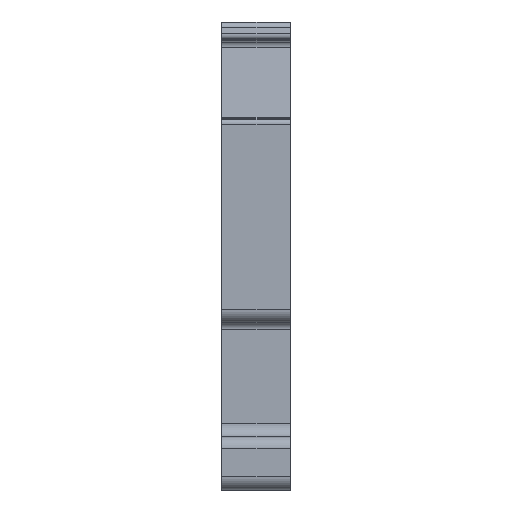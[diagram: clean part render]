
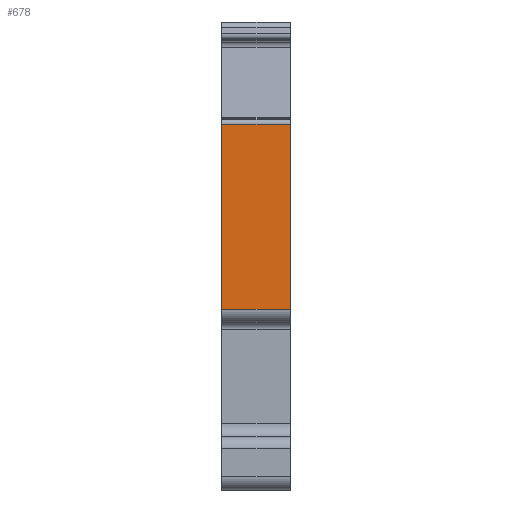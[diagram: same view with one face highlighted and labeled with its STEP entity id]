
A CAD part, left-side view. The second image highlights one B-rep face of the part: STEP entity #678.
In plain terms, the highlighted planar face has unit normal (-1, 0, 0).
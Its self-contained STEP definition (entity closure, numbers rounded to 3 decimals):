
#678 = ADVANCED_FACE( '', ( #1362 ), #1363, .F. );
#1362 = FACE_OUTER_BOUND( '', #2039, .T. );
#1363 = PLANE( '', #2040 );
#2039 = EDGE_LOOP( '', ( #4143, #4144, #4145, #4146 ) );
#2040 = AXIS2_PLACEMENT_3D( '', #4147, #4148, #4149 );
#4143 = ORIENTED_EDGE( '', *, *, #4561, .F. );
#4144 = ORIENTED_EDGE( '', *, *, #4999, .F. );
#4145 = ORIENTED_EDGE( '', *, *, #4762, .F. );
#4146 = ORIENTED_EDGE( '', *, *, #4889, .F. );
#4147 = CARTESIAN_POINT( '', ( -36.1, 4.8, -2.95 ) );
#4148 = DIRECTION( '', ( 1., 0., 0. ) );
#4149 = DIRECTION( '', ( 0., 1., 0. ) );
#4561 = EDGE_CURVE( '', #5670, #5672, #5673, .T. );
#4762 = EDGE_CURVE( '', #5968, #5966, #5970, .T. );
#4889 = EDGE_CURVE( '', #5672, #5968, #6133, .T. );
#4999 = EDGE_CURVE( '', #5966, #5670, #6255, .F. );
#5670 = VERTEX_POINT( '', #7152 );
#5672 = VERTEX_POINT( '', #7154 );
#5673 = LINE( '', #7155, #7156 );
#5966 = VERTEX_POINT( '', #7565 );
#5968 = VERTEX_POINT( '', #7567 );
#5970 = LINE( '', #7569, #7570 );
#6133 = LINE( '', #7801, #7802 );
#6255 = LINE( '', #7965, #7966 );
#7152 = CARTESIAN_POINT( '', ( -36.1, 4.8, 11. ) );
#7154 = CARTESIAN_POINT( '', ( -36.1, -0.35, 11. ) );
#7155 = CARTESIAN_POINT( '', ( -36.1, 4.8, 11. ) );
#7156 = VECTOR( '', #8474, 1000. );
#7565 = CARTESIAN_POINT( '', ( -36.1, 4.8, -2.95 ) );
#7567 = CARTESIAN_POINT( '', ( -36.1, -0.35, -2.95 ) );
#7569 = CARTESIAN_POINT( '', ( -36.1, 4.8, -2.95 ) );
#7570 = VECTOR( '', #8701, 1000. );
#7801 = CARTESIAN_POINT( '', ( -36.1, -0.35, 18.6 ) );
#7802 = VECTOR( '', #8864, 1000. );
#7965 = CARTESIAN_POINT( '', ( -36.1, 4.8, 18.6 ) );
#7966 = VECTOR( '', #8978, 1000. );
#8474 = DIRECTION( '', ( 0., -1., 0. ) );
#8701 = DIRECTION( '', ( 0., 1., 0. ) );
#8864 = DIRECTION( '', ( 0., 0., -1. ) );
#8978 = DIRECTION( '', ( 0., 0., -1. ) );
